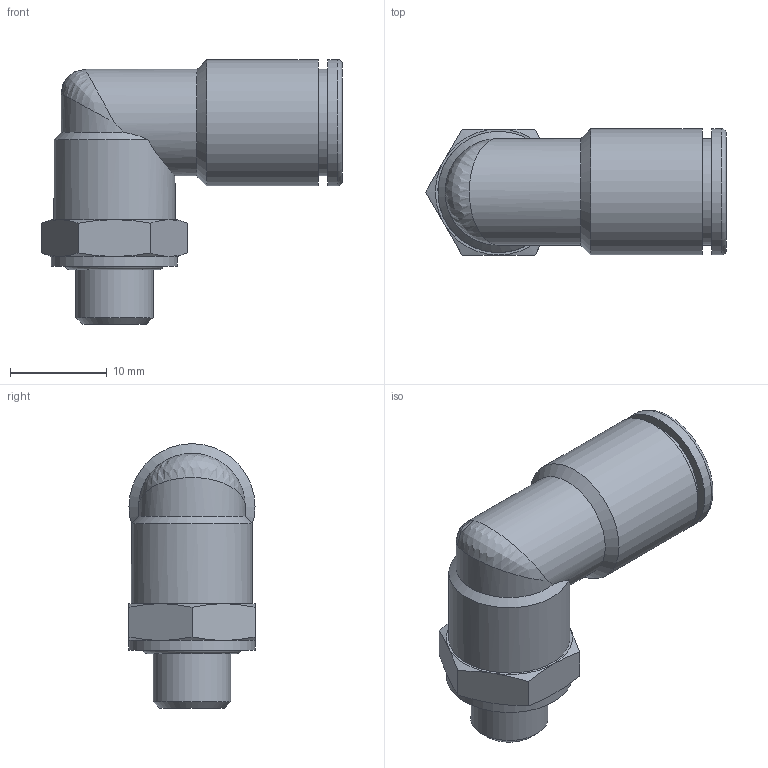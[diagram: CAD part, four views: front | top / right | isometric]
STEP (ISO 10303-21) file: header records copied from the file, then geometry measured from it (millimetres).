
FILE_DESCRIPTION(/* description */ (''),/* implementation_level */ '2;1');
FILE_NAME(/* name */ 'Schlauchanschluss_M8x1a_fuer_Schlauch_ad8mm_90Grad_-_drehbar_111958.stp',/* time_stamp */ '2016-08-01T15:49:49+02:00',/* author */ ('002210'),/* organization */ (''),/* preprocessor_version */ 'ST-DEVELOPER v16.5',/* originating_system */ 'Autodesk Inventor 2017',/* authorisation */ '');
FILE_SCHEMA (('AUTOMOTIVE_DESIGN { 1 0 10303 214 3 1 1 }'));
Length unit declared in the file: millimetre
Products named in the file (1): angea34a
Bounding box: 31.01 x 13 x 27.3 mm (x, y, z)
Volume: 3388.7 mm3; surface area: 2816.4 mm2
Topology: 1 solids, 1 shells, 45 faces, 99 edges, 59 vertices
Faces by surface type: cone 18, plane 13, cylinder 11, torus 2, bspline 1
Full cylindrical faces by diameter (mm): 5 x1, 6 x1, 8 x1, 8.2 x1, 11 x2, 12.5 x1, 13 x3
Entity records: 1207 total; most frequent: CARTESIAN_POINT 344, DIRECTION 174, ORIENTED_EDGE 152, AXIS2_PLACEMENT_3D 84, EDGE_CURVE 76, EDGE_LOOP 67, VERTEX_POINT 53, FACE_OUTER_BOUND 45
